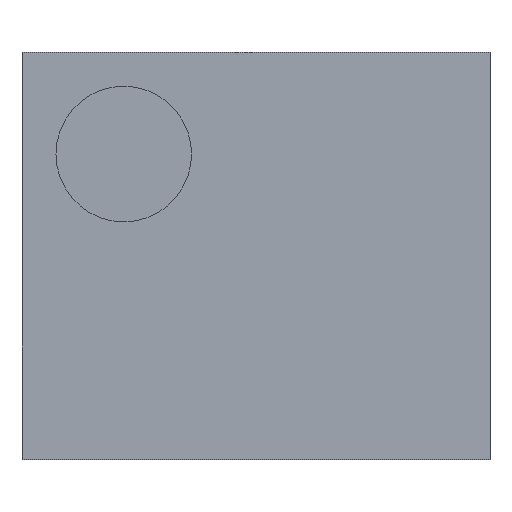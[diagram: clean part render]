
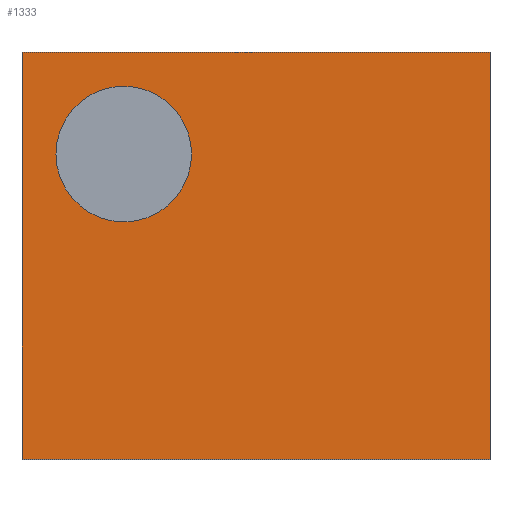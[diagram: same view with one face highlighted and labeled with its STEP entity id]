
A CAD part, top view. The second image highlights one B-rep face of the part: STEP entity #1333.
In plain terms, the highlighted planar face has unit normal (0, 0, 1).
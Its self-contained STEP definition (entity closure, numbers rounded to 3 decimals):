
#1011 = VERTEX_POINT('',#1012);
#1012 = CARTESIAN_POINT('',(-0.345,-0.3,0.36));
#1018 = EDGE_CURVE('',#1011,#1019,#1021,.T.);
#1019 = VERTEX_POINT('',#1020);
#1020 = CARTESIAN_POINT('',(0.345,-0.3,0.36));
#1021 = LINE('',#1022,#1023);
#1022 = CARTESIAN_POINT('',(-0.345,-0.3,0.36));
#1023 = VECTOR('',#1024,1.);
#1024 = DIRECTION('',(1.,0.,0.));
#1051 = VERTEX_POINT('',#1052);
#1052 = CARTESIAN_POINT('',(-0.345,0.3,0.36));
#1058 = EDGE_CURVE('',#1051,#1011,#1059,.T.);
#1059 = LINE('',#1060,#1061);
#1060 = CARTESIAN_POINT('',(-0.345,0.3,0.36));
#1061 = VECTOR('',#1062,1.);
#1062 = DIRECTION('',(0.,-1.,0.));
#1080 = EDGE_CURVE('',#1019,#1081,#1083,.T.);
#1081 = VERTEX_POINT('',#1082);
#1082 = CARTESIAN_POINT('',(0.345,0.3,0.36));
#1083 = LINE('',#1084,#1085);
#1084 = CARTESIAN_POINT('',(0.345,-0.3,0.36));
#1085 = VECTOR('',#1086,1.);
#1086 = DIRECTION('',(0.,1.,0.));
#1333 = ADVANCED_FACE('',(#1334,#1345),#1356,.T.);
#1334 = FACE_BOUND('',#1335,.T.);
#1335 = EDGE_LOOP('',(#1336,#1337,#1338,#1344));
#1336 = ORIENTED_EDGE('',*,*,#1018,.T.);
#1337 = ORIENTED_EDGE('',*,*,#1080,.T.);
#1338 = ORIENTED_EDGE('',*,*,#1339,.T.);
#1339 = EDGE_CURVE('',#1081,#1051,#1340,.T.);
#1340 = LINE('',#1341,#1342);
#1341 = CARTESIAN_POINT('',(0.345,0.3,0.36));
#1342 = VECTOR('',#1343,1.);
#1343 = DIRECTION('',(-1.,0.,0.));
#1344 = ORIENTED_EDGE('',*,*,#1058,.T.);
#1345 = FACE_BOUND('',#1346,.T.);
#1346 = EDGE_LOOP('',(#1347));
#1347 = ORIENTED_EDGE('',*,*,#1348,.F.);
#1348 = EDGE_CURVE('',#1349,#1349,#1351,.T.);
#1349 = VERTEX_POINT('',#1350);
#1350 = CARTESIAN_POINT('',(-0.095,0.15,0.36));
#1351 = CIRCLE('',#1352,0.1);
#1352 = AXIS2_PLACEMENT_3D('',#1353,#1354,#1355);
#1353 = CARTESIAN_POINT('',(-0.195,0.15,0.36));
#1354 = DIRECTION('',(0.,0.,1.));
#1355 = DIRECTION('',(1.,0.,0.));
#1356 = PLANE('',#1357);
#1357 = AXIS2_PLACEMENT_3D('',#1358,#1359,#1360);
#1358 = CARTESIAN_POINT('',(0.,0.,0.36));
#1359 = DIRECTION('',(0.,0.,1.));
#1360 = DIRECTION('',(1.,0.,0.));
